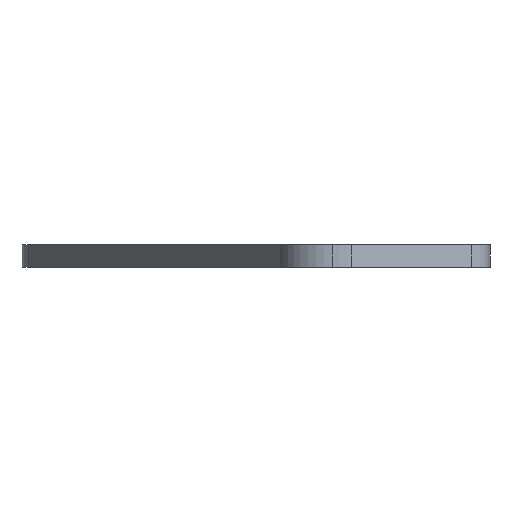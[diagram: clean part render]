
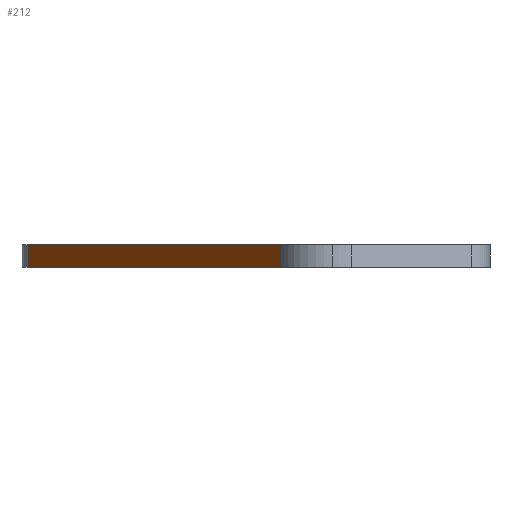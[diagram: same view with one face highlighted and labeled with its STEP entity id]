
A CAD part, left-side view. The second image highlights one B-rep face of the part: STEP entity #212.
In plain terms, the highlighted planar face has unit normal (-0.296, 0.955, 0).
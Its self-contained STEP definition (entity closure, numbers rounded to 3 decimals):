
#2 = ORIENTED_EDGE ( 'NONE', *, *, #718, .T. ) ;
#9 = CARTESIAN_POINT ( 'NONE',  ( 282.176, 155.824, 8. ) ) ;
#13 = VERTEX_POINT ( 'NONE', #756 ) ;
#31 = ORIENTED_EDGE ( 'NONE', *, *, #126, .T. ) ;
#43 = DIRECTION ( 'NONE',  ( 0.296, -0.955, 0. ) ) ;
#92 = CARTESIAN_POINT ( 'NONE',  ( 282.176, 155.824, 0. ) ) ;
#115 = EDGE_LOOP ( 'NONE', ( #424, #31, #121, #2 ) ) ;
#121 = ORIENTED_EDGE ( 'NONE', *, *, #168, .T. ) ;
#126 = EDGE_CURVE ( 'NONE', #550, #465, #793, .T. ) ;
#149 = VECTOR ( 'NONE', #585, 1000. ) ;
#168 = EDGE_CURVE ( 'NONE', #465, #393, #685, .T. ) ;
#185 = AXIS2_PLACEMENT_3D ( 'NONE', #545, #43, #828 ) ;
#212 = ADVANCED_FACE ( 'NONE', ( #504 ), #812, .F. ) ;
#259 = CARTESIAN_POINT ( 'NONE',  ( 296.241, 160.177, 0. ) ) ;
#295 = CARTESIAN_POINT ( 'NONE',  ( -13.817, 64.21, 8. ) ) ;
#305 = LINE ( 'NONE', #295, #635 ) ;
#356 = VECTOR ( 'NONE', #650, 1000. ) ;
#393 = VERTEX_POINT ( 'NONE', #493 ) ;
#409 = DIRECTION ( 'NONE',  ( -0.955, -0.296, 0. ) ) ;
#424 = ORIENTED_EDGE ( 'NONE', *, *, #511, .F. ) ;
#465 = VERTEX_POINT ( 'NONE', #92 ) ;
#493 = CARTESIAN_POINT ( 'NONE',  ( -13.817, 64.21, 0. ) ) ;
#504 = FACE_OUTER_BOUND ( 'NONE', #115, .T. ) ;
#511 = EDGE_CURVE ( 'NONE', #550, #13, #774, .T. ) ;
#523 = CARTESIAN_POINT ( 'NONE',  ( 282.176, 155.824, 8. ) ) ;
#540 = DIRECTION ( 'NONE',  ( 0., 0., 1. ) ) ;
#545 = CARTESIAN_POINT ( 'NONE',  ( 296.241, 160.177, 8. ) ) ;
#550 = VERTEX_POINT ( 'NONE', #9 ) ;
#576 = VECTOR ( 'NONE', #409, 1000. ) ;
#585 = DIRECTION ( 'NONE',  ( 0., 0., -1. ) ) ;
#635 = VECTOR ( 'NONE', #540, 1000. ) ;
#650 = DIRECTION ( 'NONE',  ( -0.955, -0.296, 0. ) ) ;
#653 = CARTESIAN_POINT ( 'NONE',  ( 296.241, 160.177, 8. ) ) ;
#685 = LINE ( 'NONE', #259, #576 ) ;
#718 = EDGE_CURVE ( 'NONE', #393, #13, #305, .T. ) ;
#756 = CARTESIAN_POINT ( 'NONE',  ( -13.817, 64.21, 8. ) ) ;
#774 = LINE ( 'NONE', #653, #356 ) ;
#793 = LINE ( 'NONE', #523, #149 ) ;
#812 = PLANE ( 'NONE',  #185 ) ;
#828 = DIRECTION ( 'NONE',  ( 0.955, 0.296, 0. ) ) ;
